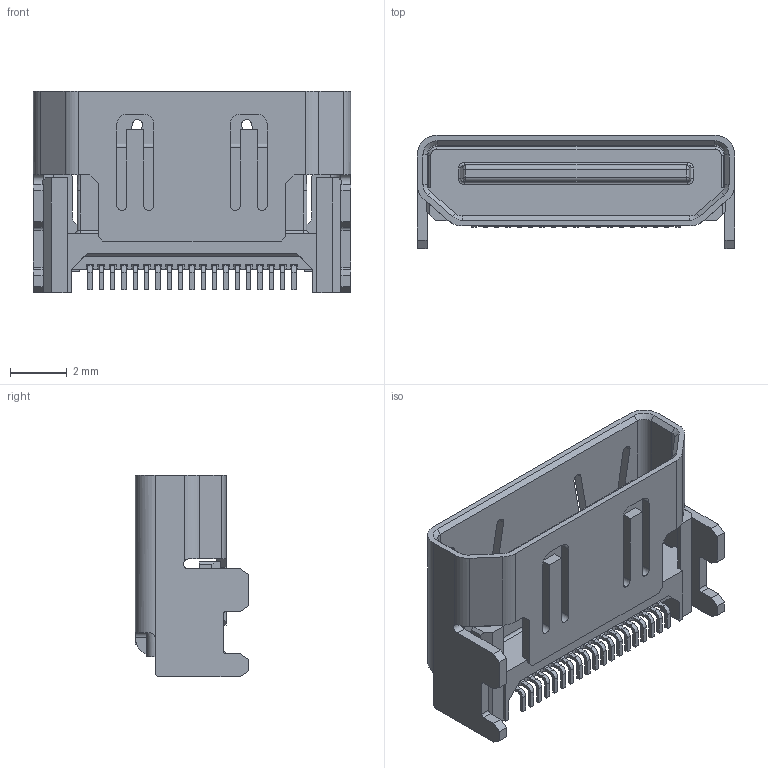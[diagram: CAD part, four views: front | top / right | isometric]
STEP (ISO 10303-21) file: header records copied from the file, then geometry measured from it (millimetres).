
FILE_DESCRIPTION (( 'STEP AP214' ), '1' );
FILE_NAME ('dc2r019ja7r1700.STEP', '2021-10-11T14:27:32', ( 'boksop' ), ( '' ), 'SwSTEP 2.0', 'SolidWorks 2020', '' );
FILE_SCHEMA (( 'AUTOMOTIVE_DESIGN' ));
Length unit declared in the file: millimetre
Products named in the file (1): dc2r019ja7r1700
Bounding box: 11.2 x 4 x 7.1 mm (x, y, z)
Volume: 96 mm3; surface area: 452.1 mm2
Topology: 1 solids, 1 shells, 487 faces, 1383 edges, 896 vertices
Faces by surface type: plane 350, cylinder 117, bspline 8, cone 8, torus 4
Entity records: 15748 total; most frequent: CARTESIAN_POINT 2962, ORIENTED_EDGE 2766, DIRECTION 2545, EDGE_CURVE 1383, VECTOR 1117, LINE 1117, VERTEX_POINT 896, AXIS2_PLACEMENT_3D 714
